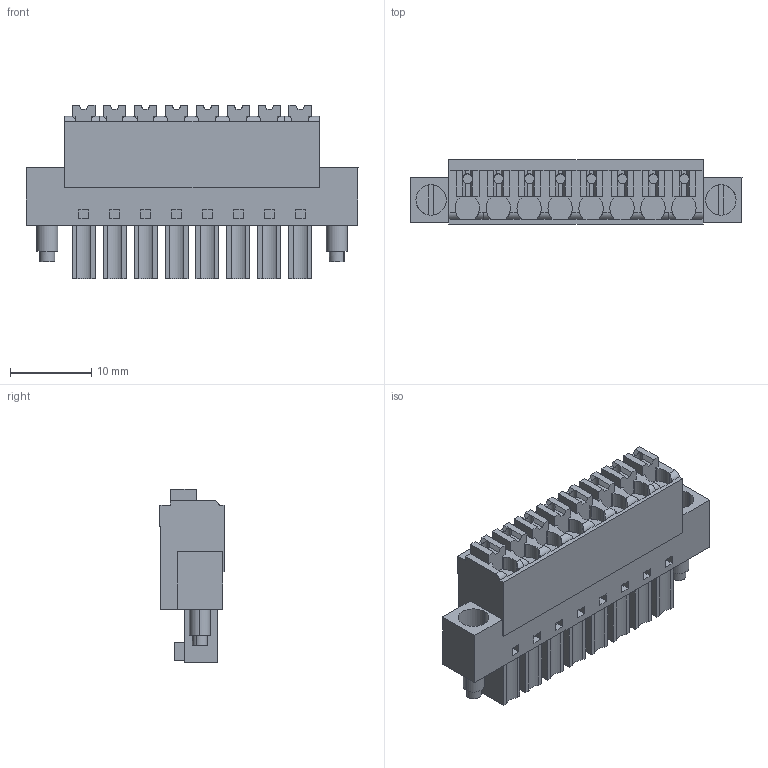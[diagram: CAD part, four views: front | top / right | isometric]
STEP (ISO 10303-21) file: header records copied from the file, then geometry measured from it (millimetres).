
FILE_DESCRIPTION(('CATIA V5 STEP Exchange','CAx-IF Rec.Pracs.--- Model Styling and Organization---1.2---2011-12-15'),'2;1');
FILE_NAME ('D1460682_0', '2017-07-25T13:28:09+00:00', ('none'), ('Weidmueller'), 'CATIA Version 5-6 Release 2014', 'CATIA V5 STEP AP214', 'none');
FILE_SCHEMA(('AUTOMOTIVE_DESIGN { 1 0 10303 214 1 1 1 1 }'));
Length unit declared in the file: millimetre
Products named in the file (1): 1970550000
Bounding box: 40.87 x 7.9 x 21.4 mm (x, y, z)
Volume: 4047.3 mm3; surface area: 3771.1 mm2
Topology: 11 solids, 11 shells, 532 faces, 1408 edges, 936 vertices
Faces by surface type: plane 421, cylinder 111
Entity records: 16010 total; most frequent: CARTESIAN_POINT 3122, ORIENTED_EDGE 2816, DIRECTION 2016, EDGE_CURVE 1408, VECTOR 1116, LINE 1116, VERTEX_POINT 936, EDGE_LOOP 590
